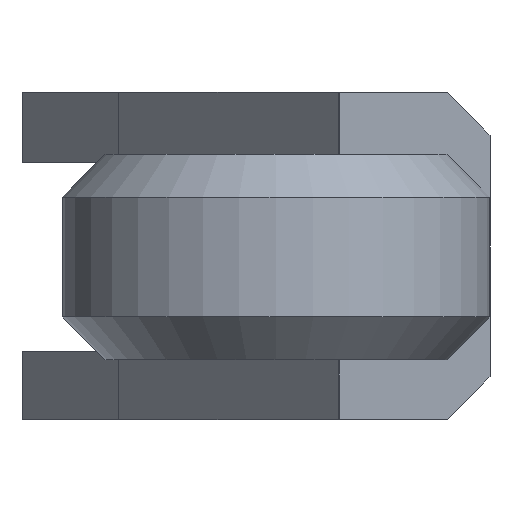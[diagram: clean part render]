
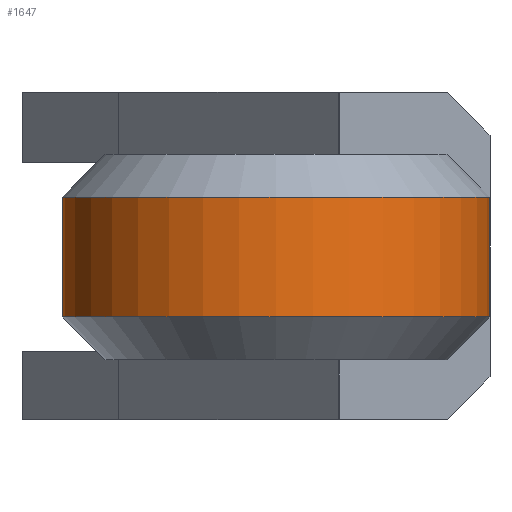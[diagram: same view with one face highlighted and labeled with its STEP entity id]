
A CAD part, left-side view. The second image highlights one B-rep face of the part: STEP entity #1647.
In plain terms, the highlighted cylindrical face has radius 10 mm (diameter 20 mm), a partial arc.
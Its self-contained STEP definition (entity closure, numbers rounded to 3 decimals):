
#32 = PLANE('',#33);
#33 = AXIS2_PLACEMENT_3D('',#34,#35,#36);
#34 = CARTESIAN_POINT('',(0.,-10.,0.));
#35 = DIRECTION('',(0.,1.,0.));
#36 = DIRECTION('',(1.,0.,0.));
#164 = VERTEX_POINT('',#165);
#165 = CARTESIAN_POINT('',(0.,-10.,4.8));
#191 = EDGE_CURVE('',#164,#192,#194,.T.);
#192 = VERTEX_POINT('',#193);
#193 = CARTESIAN_POINT('',(0.,-10.,10.4));
#194 = SURFACE_CURVE('',#195,(#199,#206),.PCURVE_S1.);
#195 = LINE('',#196,#197);
#196 = CARTESIAN_POINT('',(0.,-10.,0.));
#197 = VECTOR('',#198,1.);
#198 = DIRECTION('',(0.,0.,1.));
#199 = PCURVE('',#32,#200);
#200 = DEFINITIONAL_REPRESENTATION('',(#201),#205);
#201 = LINE('',#202,#203);
#202 = CARTESIAN_POINT('',(0.,0.));
#203 = VECTOR('',#204,1.);
#204 = DIRECTION('',(0.,-1.));
#205 = ( GEOMETRIC_REPRESENTATION_CONTEXT(2) 
PARAMETRIC_REPRESENTATION_CONTEXT() REPRESENTATION_CONTEXT('2D SPACE',''
  ) );
#206 = PCURVE('',#207,#212);
#207 = CYLINDRICAL_SURFACE('',#208,10.);
#208 = AXIS2_PLACEMENT_3D('',#209,#210,#211);
#209 = CARTESIAN_POINT('',(0.,0.,0.));
#210 = DIRECTION('',(-0.,-0.,-1.));
#211 = DIRECTION('',(1.,0.,0.));
#212 = DEFINITIONAL_REPRESENTATION('',(#213),#217);
#213 = LINE('',#214,#215);
#214 = CARTESIAN_POINT('',(-4.712,0.));
#215 = VECTOR('',#216,1.);
#216 = DIRECTION('',(-0.,-1.));
#217 = ( GEOMETRIC_REPRESENTATION_CONTEXT(2) 
PARAMETRIC_REPRESENTATION_CONTEXT() REPRESENTATION_CONTEXT('2D SPACE',''
  ) );
#1559 = CONICAL_SURFACE('',#1560,10.,0.785);
#1560 = AXIS2_PLACEMENT_3D('',#1561,#1562,#1563);
#1561 = CARTESIAN_POINT('',(0.,0.,4.8));
#1562 = DIRECTION('',(0.,0.,1.));
#1563 = DIRECTION('',(0.,-1.,0.));
#1647 = ADVANCED_FACE('',(#1648),#207,.T.);
#1648 = FACE_BOUND('',#1649,.F.);
#1649 = EDGE_LOOP('',(#1650,#1651,#1675,#1703));
#1650 = ORIENTED_EDGE('',*,*,#191,.F.);
#1651 = ORIENTED_EDGE('',*,*,#1652,.T.);
#1652 = EDGE_CURVE('',#164,#1653,#1655,.T.);
#1653 = VERTEX_POINT('',#1654);
#1654 = CARTESIAN_POINT('',(0.,10.,4.8));
#1655 = SURFACE_CURVE('',#1656,(#1661,#1668),.PCURVE_S1.);
#1656 = CIRCLE('',#1657,10.);
#1657 = AXIS2_PLACEMENT_3D('',#1658,#1659,#1660);
#1658 = CARTESIAN_POINT('',(0.,0.,4.8));
#1659 = DIRECTION('',(0.,0.,-1.));
#1660 = DIRECTION('',(0.,-1.,0.));
#1661 = PCURVE('',#207,#1662);
#1662 = DEFINITIONAL_REPRESENTATION('',(#1663),#1667);
#1663 = LINE('',#1664,#1665);
#1664 = CARTESIAN_POINT('',(-4.712,-4.8));
#1665 = VECTOR('',#1666,1.);
#1666 = DIRECTION('',(1.,-0.));
#1667 = ( GEOMETRIC_REPRESENTATION_CONTEXT(2) 
PARAMETRIC_REPRESENTATION_CONTEXT() REPRESENTATION_CONTEXT('2D SPACE',''
  ) );
#1668 = PCURVE('',#1559,#1669);
#1669 = DEFINITIONAL_REPRESENTATION('',(#1670),#1674);
#1670 = LINE('',#1671,#1672);
#1671 = CARTESIAN_POINT('',(-0.,0.));
#1672 = VECTOR('',#1673,1.);
#1673 = DIRECTION('',(-1.,0.));
#1674 = ( GEOMETRIC_REPRESENTATION_CONTEXT(2) 
PARAMETRIC_REPRESENTATION_CONTEXT() REPRESENTATION_CONTEXT('2D SPACE',''
  ) );
#1675 = ORIENTED_EDGE('',*,*,#1676,.T.);
#1676 = EDGE_CURVE('',#1653,#1677,#1679,.T.);
#1677 = VERTEX_POINT('',#1678);
#1678 = CARTESIAN_POINT('',(0.,10.,10.4));
#1679 = SURFACE_CURVE('',#1680,(#1684,#1691),.PCURVE_S1.);
#1680 = LINE('',#1681,#1682);
#1681 = CARTESIAN_POINT('',(0.,10.,0.));
#1682 = VECTOR('',#1683,1.);
#1683 = DIRECTION('',(0.,0.,1.));
#1684 = PCURVE('',#207,#1685);
#1685 = DEFINITIONAL_REPRESENTATION('',(#1686),#1690);
#1686 = LINE('',#1687,#1688);
#1687 = CARTESIAN_POINT('',(-1.571,0.));
#1688 = VECTOR('',#1689,1.);
#1689 = DIRECTION('',(-0.,-1.));
#1690 = ( GEOMETRIC_REPRESENTATION_CONTEXT(2) 
PARAMETRIC_REPRESENTATION_CONTEXT() REPRESENTATION_CONTEXT('2D SPACE',''
  ) );
#1691 = PCURVE('',#1692,#1697);
#1692 = PLANE('',#1693);
#1693 = AXIS2_PLACEMENT_3D('',#1694,#1695,#1696);
#1694 = CARTESIAN_POINT('',(0.,10.,0.));
#1695 = DIRECTION('',(1.,0.,0.));
#1696 = DIRECTION('',(0.,-1.,0.));
#1697 = DEFINITIONAL_REPRESENTATION('',(#1698),#1702);
#1698 = LINE('',#1699,#1700);
#1699 = CARTESIAN_POINT('',(0.,0.));
#1700 = VECTOR('',#1701,1.);
#1701 = DIRECTION('',(0.,-1.));
#1702 = ( GEOMETRIC_REPRESENTATION_CONTEXT(2) 
PARAMETRIC_REPRESENTATION_CONTEXT() REPRESENTATION_CONTEXT('2D SPACE',''
  ) );
#1703 = ORIENTED_EDGE('',*,*,#1704,.F.);
#1704 = EDGE_CURVE('',#192,#1677,#1705,.T.);
#1705 = SURFACE_CURVE('',#1706,(#1711,#1718),.PCURVE_S1.);
#1706 = CIRCLE('',#1707,10.);
#1707 = AXIS2_PLACEMENT_3D('',#1708,#1709,#1710);
#1708 = CARTESIAN_POINT('',(0.,0.,10.4));
#1709 = DIRECTION('',(0.,0.,-1.));
#1710 = DIRECTION('',(0.,-1.,0.));
#1711 = PCURVE('',#207,#1712);
#1712 = DEFINITIONAL_REPRESENTATION('',(#1713),#1717);
#1713 = LINE('',#1714,#1715);
#1714 = CARTESIAN_POINT('',(-4.712,-10.4));
#1715 = VECTOR('',#1716,1.);
#1716 = DIRECTION('',(1.,-0.));
#1717 = ( GEOMETRIC_REPRESENTATION_CONTEXT(2) 
PARAMETRIC_REPRESENTATION_CONTEXT() REPRESENTATION_CONTEXT('2D SPACE',''
  ) );
#1718 = PCURVE('',#1719,#1724);
#1719 = CONICAL_SURFACE('',#1720,10.,0.785);
#1720 = AXIS2_PLACEMENT_3D('',#1721,#1722,#1723);
#1721 = CARTESIAN_POINT('',(0.,0.,10.4));
#1722 = DIRECTION('',(0.,0.,-1.));
#1723 = DIRECTION('',(0.,-1.,0.));
#1724 = DEFINITIONAL_REPRESENTATION('',(#1725),#1729);
#1725 = LINE('',#1726,#1727);
#1726 = CARTESIAN_POINT('',(0.,-0.));
#1727 = VECTOR('',#1728,1.);
#1728 = DIRECTION('',(1.,-0.));
#1729 = ( GEOMETRIC_REPRESENTATION_CONTEXT(2) 
PARAMETRIC_REPRESENTATION_CONTEXT() REPRESENTATION_CONTEXT('2D SPACE',''
  ) );
